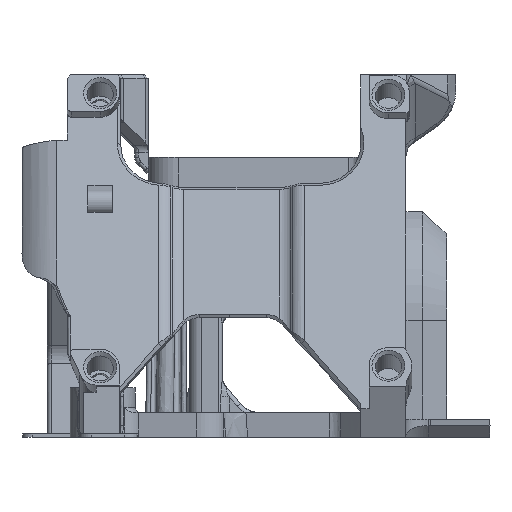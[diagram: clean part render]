
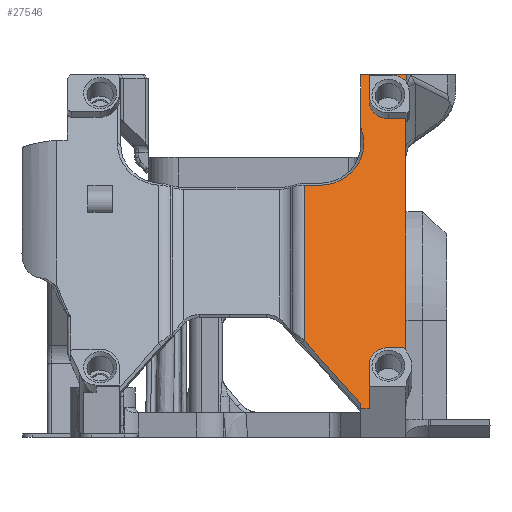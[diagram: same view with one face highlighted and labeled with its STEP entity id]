
A CAD part, left-side view. The second image highlights one B-rep face of the part: STEP entity #27546.
In plain terms, the highlighted planar face has unit normal (-0.94, 0, 0.342).
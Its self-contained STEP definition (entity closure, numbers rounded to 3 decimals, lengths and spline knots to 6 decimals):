
#1411=B_SPLINE_CURVE_WITH_KNOTS('',3,(#48244,#48245,#48246,#48247),
 .UNSPECIFIED.,.F.,.F.,(4,4),(-0.000025,0.000759),
 .UNSPECIFIED.);
#2300=PLANE('',#29841);
#3327=LINE('',#48165,#5098);
#3334=LINE('',#48262,#5105);
#3335=LINE('',#48264,#5106);
#3338=LINE('',#48272,#5109);
#3340=LINE('',#48276,#5111);
#3508=LINE('',#50667,#5279);
#3509=LINE('',#50668,#5280);
#3568=LINE('',#51176,#5339);
#3632=LINE('',#51671,#5403);
#3644=LINE('',#51706,#5415);
#3645=LINE('',#51708,#5416);
#3646=LINE('',#51709,#5417);
#3647=LINE('',#51710,#5418);
#3648=LINE('',#51712,#5419);
#5098=VECTOR('',#33942,1.);
#5105=VECTOR('',#33961,1.);
#5106=VECTOR('',#33964,1.);
#5109=VECTOR('',#33973,1.);
#5111=VECTOR('',#33977,1.);
#5279=VECTOR('',#34697,1.);
#5280=VECTOR('',#34698,1.);
#5339=VECTOR('',#34967,1.);
#5403=VECTOR('',#35171,1.);
#5415=VECTOR('',#35197,1.);
#5416=VECTOR('',#35200,1.);
#5417=VECTOR('',#35201,1.);
#5418=VECTOR('',#35202,1.);
#5419=VECTOR('',#35203,1.);
#11184=ORIENTED_EDGE('',*,*,#17087,.F.);
#11185=ORIENTED_EDGE('',*,*,#16630,.F.);
#11186=ORIENTED_EDGE('',*,*,#16628,.T.);
#11187=ORIENTED_EDGE('',*,*,#16626,.T.);
#11188=ORIENTED_EDGE('',*,*,#16625,.T.);
#11189=ORIENTED_EDGE('',*,*,#16622,.T.);
#11190=ORIENTED_EDGE('',*,*,#17086,.T.);
#11191=ORIENTED_EDGE('',*,*,#16619,.F.);
#11192=ORIENTED_EDGE('',*,*,#17344,.F.);
#11193=ORIENTED_EDGE('',*,*,#17361,.T.);
#11194=ORIENTED_EDGE('',*,*,#17348,.T.);
#11195=ORIENTED_EDGE('',*,*,#17362,.F.);
#11196=ORIENTED_EDGE('',*,*,#17224,.F.);
#11197=ORIENTED_EDGE('',*,*,#17360,.F.);
#11198=ORIENTED_EDGE('',*,*,#17363,.F.);
#11199=ORIENTED_EDGE('',*,*,#17364,.T.);
#11200=ORIENTED_EDGE('',*,*,#16632,.T.);
#11201=ORIENTED_EDGE('',*,*,#16617,.T.);
#11202=ORIENTED_EDGE('',*,*,#16612,.F.);
#11203=ORIENTED_EDGE('',*,*,#16608,.T.);
#11204=ORIENTED_EDGE('',*,*,#16648,.F.);
#16608=EDGE_CURVE('',#20159,#20160,#21984,.T.);
#16612=EDGE_CURVE('',#20159,#20163,#3327,.T.);
#16617=EDGE_CURVE('',#20165,#20163,#21987,.T.);
#16619=EDGE_CURVE('',#20167,#20168,#1411,.T.);
#16622=EDGE_CURVE('',#20170,#20169,#21988,.T.);
#16625=EDGE_CURVE('',#20171,#20170,#3334,.T.);
#16626=EDGE_CURVE('',#20172,#20171,#3335,.T.);
#16628=EDGE_CURVE('',#20173,#20172,#21989,.T.);
#16630=EDGE_CURVE('',#20173,#20174,#3338,.T.);
#16632=EDGE_CURVE('',#20175,#20165,#3340,.T.);
#16648=EDGE_CURVE('',#20186,#20160,#21994,.T.);
#17086=EDGE_CURVE('',#20169,#20168,#3508,.T.);
#17087=EDGE_CURVE('',#20174,#20186,#3509,.T.);
#17224=EDGE_CURVE('',#20158,#20529,#3568,.T.);
#17344=EDGE_CURVE('',#20603,#20167,#3632,.T.);
#17348=EDGE_CURVE('',#20608,#20607,#22183,.T.);
#17360=EDGE_CURVE('',#20616,#20158,#3644,.T.);
#17361=EDGE_CURVE('',#20603,#20608,#3645,.T.);
#17362=EDGE_CURVE('',#20529,#20607,#3646,.T.);
#17363=EDGE_CURVE('',#20617,#20616,#3647,.T.);
#17364=EDGE_CURVE('',#20617,#20175,#3648,.T.);
#20158=VERTEX_POINT('',#48139);
#20159=VERTEX_POINT('',#48157);
#20160=VERTEX_POINT('',#48158);
#20163=VERTEX_POINT('',#48166);
#20165=VERTEX_POINT('',#48172);
#20167=VERTEX_POINT('',#48243);
#20168=VERTEX_POINT('',#48248);
#20169=VERTEX_POINT('',#48255);
#20170=VERTEX_POINT('',#48257);
#20171=VERTEX_POINT('',#48261);
#20172=VERTEX_POINT('',#48265);
#20173=VERTEX_POINT('',#48269);
#20174=VERTEX_POINT('',#48273);
#20175=VERTEX_POINT('',#48277);
#20186=VERTEX_POINT('',#48307);
#20529=VERTEX_POINT('',#51177);
#20603=VERTEX_POINT('',#51669);
#20607=VERTEX_POINT('',#51678);
#20608=VERTEX_POINT('',#51680);
#20616=VERTEX_POINT('',#51705);
#20617=VERTEX_POINT('',#51711);
#21984=CIRCLE('',#29369,0.0005);
#21987=CIRCLE('',#29374,0.00235);
#21988=CIRCLE('',#29376,0.002);
#21989=CIRCLE('',#29380,0.00235);
#21994=CIRCLE('',#29394,0.002536);
#22183=CIRCLE('',#29836,0.0054);
#23571=EDGE_LOOP('',(#11184,#11185,#11186,#11187,#11188,#11189,#11190,#11191,
#11192,#11193,#11194,#11195,#11196,#11197,#11198,#11199,#11200,#11201,#11202,
#11203,#11204));
#25306=FACE_BOUND('',#23571,.T.);
#27546=ADVANCED_FACE('',(#25306),#2300,.T.);
#29369=AXIS2_PLACEMENT_3D('',#48156,#33934,#33935);
#29374=AXIS2_PLACEMENT_3D('',#48175,#33950,#33951);
#29376=AXIS2_PLACEMENT_3D('',#48256,#33955,#33956);
#29380=AXIS2_PLACEMENT_3D('',#48268,#33968,#33969);
#29394=AXIS2_PLACEMENT_3D('',#48308,#34008,#34009);
#29836=AXIS2_PLACEMENT_3D('',#51679,#35178,#35179);
#29841=AXIS2_PLACEMENT_3D('',#51707,#35198,#35199);
#33934=DIRECTION('',(0.94,0.,-0.342));
#33935=DIRECTION('',(0.342,0.,0.94));
#33942=DIRECTION('',(0.,1.,0.));
#33950=DIRECTION('',(0.94,0.,-0.342));
#33951=DIRECTION('',(0.342,0.,0.94));
#33955=DIRECTION('',(0.94,0.,-0.342));
#33956=DIRECTION('',(0.342,0.,0.94));
#33961=DIRECTION('',(0.,-1.,0.));
#33964=DIRECTION('',(0.342,0.,0.94));
#33968=DIRECTION('',(0.94,0.,-0.342));
#33969=DIRECTION('',(0.342,0.,0.94));
#33973=DIRECTION('',(0.,-1.,0.));
#33977=DIRECTION('',(0.342,0.,0.94));
#34008=DIRECTION('',(0.94,0.,-0.342));
#34009=DIRECTION('',(0.342,0.,0.94));
#34697=DIRECTION('',(0.342,0.,0.94));
#34698=DIRECTION('',(-0.342,0.,-0.94));
#34967=DIRECTION('',(0.342,0.,0.94));
#35171=DIRECTION('',(0.,-1.,0.));
#35178=DIRECTION('',(0.94,0.,-0.342));
#35179=DIRECTION('',(0.342,0.,0.94));
#35197=DIRECTION('',(0.262,0.643,0.72));
#35198=DIRECTION('',(-0.94,0.,0.342));
#35199=DIRECTION('',(-0.342,0.,-0.94));
#35200=DIRECTION('',(-0.342,0.,-0.94));
#35201=DIRECTION('',(0.,-1.,0.));
#35202=DIRECTION('',(0.342,0.,0.94));
#35203=DIRECTION('',(0.,-1.,0.));
#48139=CARTESIAN_POINT('',(-0.141708,0.018828,0.011704));
#48156=CARTESIAN_POINT('',(-0.14243,0.007,0.009722));
#48157=CARTESIAN_POINT('',(-0.142259,0.007,0.010192));
#48158=CARTESIAN_POINT('',(-0.142361,0.006543,0.009912));
#48165=CARTESIAN_POINT('',(-0.142259,0.006125,0.010192));
#48166=CARTESIAN_POINT('',(-0.142259,0.008625,0.010192));
#48172=CARTESIAN_POINT('',(-0.143062,0.010975,0.007983));
#48175=CARTESIAN_POINT('',(-0.143062,0.008625,0.007983));
#48243=CARTESIAN_POINT('',(-0.129953,0.006465,0.044));
#48244=CARTESIAN_POINT('',(-0.129953,0.006465,0.044));
#48245=CARTESIAN_POINT('',(-0.130043,0.006481,0.043755));
#48246=CARTESIAN_POINT('',(-0.130132,0.006499,0.04351));
#48247=CARTESIAN_POINT('',(-0.130221,0.0065,0.043264));
#48248=CARTESIAN_POINT('',(-0.130221,0.0065,0.043264));
#48255=CARTESIAN_POINT('',(-0.130522,0.0065,0.042438));
#48256=CARTESIAN_POINT('',(-0.130921,0.008125,0.041342));
#48257=CARTESIAN_POINT('',(-0.130237,0.008125,0.043222));
#48261=CARTESIAN_POINT('',(-0.130237,0.010975,0.043222));
#48262=CARTESIAN_POINT('',(-0.130237,0.006125,0.043222));
#48264=CARTESIAN_POINT('',(-0.12364,0.010975,0.061346));
#48265=CARTESIAN_POINT('',(-0.131092,0.010975,0.040873));
#48268=CARTESIAN_POINT('',(-0.131092,0.008625,0.040873));
#48269=CARTESIAN_POINT('',(-0.131895,0.008625,0.038664));
#48272=CARTESIAN_POINT('',(-0.131895,0.006125,0.038664));
#48273=CARTESIAN_POINT('',(-0.131895,0.0065,0.038664));
#48276=CARTESIAN_POINT('',(-0.12364,0.010975,0.061346));
#48277=CARTESIAN_POINT('',(-0.144704,0.010975,0.003473));
#48307=CARTESIAN_POINT('',(-0.142392,0.0065,0.009826));
#48308=CARTESIAN_POINT('',(-0.14201,0.004223,0.010875));
#50667=CARTESIAN_POINT('',(-0.143233,0.0065,0.007513));
#50668=CARTESIAN_POINT('',(-0.136618,0.0065,0.025688));
#51176=CARTESIAN_POINT('',(-0.14325,0.018828,0.007468));
#51177=CARTESIAN_POINT('',(-0.134836,0.018828,0.030585));
#51669=CARTESIAN_POINT('',(-0.129953,0.012,0.044));
#51671=CARTESIAN_POINT('',(-0.129953,0.004696,0.044));
#51678=CARTESIAN_POINT('',(-0.134836,0.017,0.030585));
#51679=CARTESIAN_POINT('',(-0.132989,0.017,0.035659));
#51680=CARTESIAN_POINT('',(-0.132292,0.012,0.037576));
#51705=CARTESIAN_POINT('',(-0.144491,0.012,0.004057));
#51706=CARTESIAN_POINT('',(-0.140731,0.021225,0.014388));
#51707=CARTESIAN_POINT('',(-0.143233,0.043625,0.007513));
#51708=CARTESIAN_POINT('',(-0.143233,0.012,0.007513));
#51709=CARTESIAN_POINT('',(-0.134836,0.027711,0.030585));
#51710=CARTESIAN_POINT('',(-0.139529,0.012,0.017691));
#51711=CARTESIAN_POINT('',(-0.144704,0.012,0.003473));
#51712=CARTESIAN_POINT('',(-0.144704,0.026125,0.003473));
